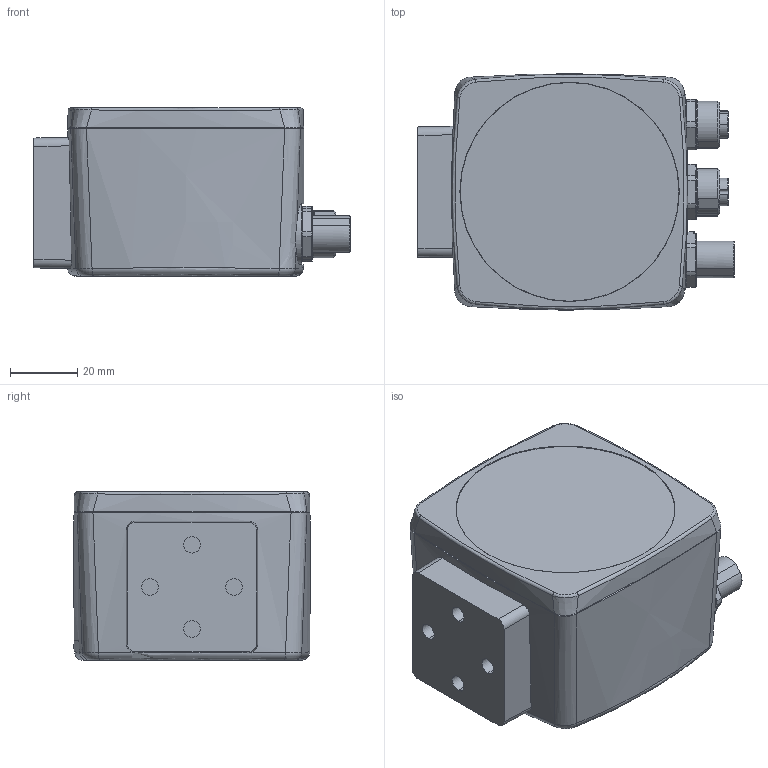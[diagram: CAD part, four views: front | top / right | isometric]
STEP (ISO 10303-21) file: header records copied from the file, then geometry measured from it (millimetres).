
FILE_DESCRIPTION((''),'2;1');
FILE_NAME('DM_CAD-1273_SW0002','2014-02-13T',('creinig-se'),(''),'PRO/ENGINEER BY PARAMETRIC TECHNOLOGY CORPORATION, 2013050','PRO/ENGINEER BY PARAMETRIC TECHNOLOGY CORPORATION, 2013050','');
FILE_SCHEMA(('CONFIG_CONTROL_DESIGN'));
Length unit declared in the file: millimetre
Products named in the file (1): DM_CAD-1273_SW0002
Bounding box: 93.8 x 70 x 50 mm (x, y, z)
Volume: 235833.4 mm3; surface area: 41035.4 mm2
Topology: 2 solids, 2 shells, 540 faces, 1371 edges, 836 vertices
Faces by surface type: cylinder 182, plane 128, bspline 85, torus 79, cone 62, sphere 4
Entity records: 22959 total; most frequent: CARTESIAN_POINT 9178, ORIENTED_EDGE 2730, DIRECTION 2537, EDGE_CURVE 1365, AXIS2_PLACEMENT_3D 1031, VERTEX_POINT 830, EDGE_LOOP 577, CIRCLE 575
